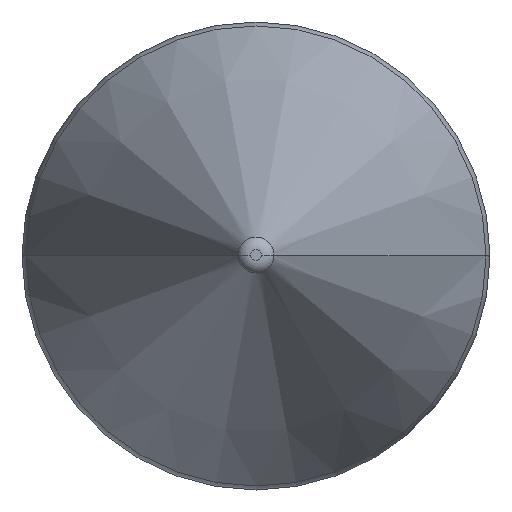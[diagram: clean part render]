
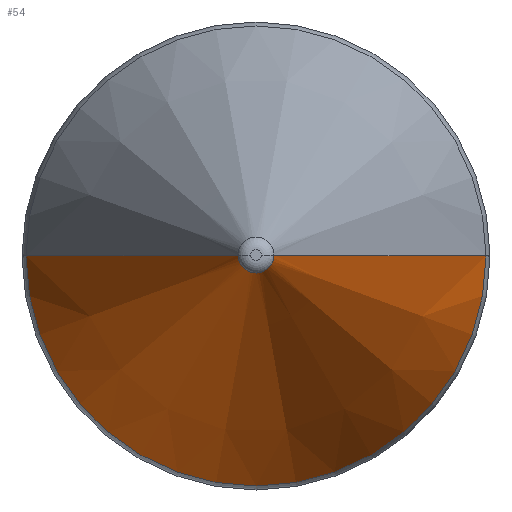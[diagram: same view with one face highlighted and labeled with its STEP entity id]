
A CAD part, top view. The second image highlights one B-rep face of the part: STEP entity #54.
In plain terms, the highlighted conical face has half-angle 22.5 degrees and reference radius 0.265 mm.
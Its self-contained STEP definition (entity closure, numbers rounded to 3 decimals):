
#1 = VERTEX_POINT ( 'NONE', #155 ) ;
#12 = VERTEX_POINT ( 'NONE', #211 ) ;
#20 = EDGE_CURVE ( 'NONE', #1, #76, #164, .T. ) ;
#22 = EDGE_CURVE ( 'NONE', #12, #98, #263, .T. ) ;
#50 = EDGE_LOOP ( 'NONE', ( #52, #65, #63, #71 ) ) ;
#52 = ORIENTED_EDGE ( 'NONE', *, *, #22, .F. ) ;
#54 = ADVANCED_FACE ( 'NONE', ( #296 ), #335, .T. ) ;
#55 = EDGE_CURVE ( 'NONE', #1, #12, #420, .T. ) ;
#61 = EDGE_CURVE ( 'NONE', #76, #98, #339, .T. ) ;
#63 = ORIENTED_EDGE ( 'NONE', *, *, #20, .T. ) ;
#65 = ORIENTED_EDGE ( 'NONE', *, *, #55, .F. ) ;
#71 = ORIENTED_EDGE ( 'NONE', *, *, #61, .T. ) ;
#76 = VERTEX_POINT ( 'NONE', #362 ) ;
#98 = VERTEX_POINT ( 'NONE', #322 ) ;
#155 = CARTESIAN_POINT ( 'NONE',  ( -0.265, 0., 103.327 ) ) ;
#163 = CARTESIAN_POINT ( 'NONE',  ( -0.265, 0., 103.327 ) ) ;
#164 = LINE ( 'NONE', #163, #233 ) ;
#195 = DIRECTION ( 'NONE',  ( 0.383, 0., -0.924 ) ) ;
#196 = VECTOR ( 'NONE', #195, 1000. ) ;
#200 = CARTESIAN_POINT ( 'NONE',  ( 0.265, 0., 103.327 ) ) ;
#211 = CARTESIAN_POINT ( 'NONE',  ( 0.265, 0., 103.327 ) ) ;
#232 = DIRECTION ( 'NONE',  ( -0.383, 0., -0.924 ) ) ;
#233 = VECTOR ( 'NONE', #232, 1000. ) ;
#263 = LINE ( 'NONE', #200, #196 ) ;
#296 = FACE_OUTER_BOUND ( 'NONE', #50, .T. ) ;
#322 = CARTESIAN_POINT ( 'NONE',  ( 3.39, 0., 95.782 ) ) ;
#335 = CONICAL_SURFACE ( 'NONE', #458, 0.265, 0.393 ) ;
#339 = CIRCLE ( 'NONE', #427, 3.39 ) ;
#362 = CARTESIAN_POINT ( 'NONE',  ( -3.39, 0., 95.782 ) ) ;
#365 = DIRECTION ( 'NONE',  ( 0., 0., -1. ) ) ;
#366 = DIRECTION ( 'NONE',  ( 0., 0., 1. ) ) ;
#401 = DIRECTION ( 'NONE',  ( 1., 0., 0. ) ) ;
#402 = DIRECTION ( 'NONE',  ( 0., 0., 1. ) ) ;
#418 = CARTESIAN_POINT ( 'NONE',  ( 0., 0., 103.327 ) ) ;
#419 = DIRECTION ( 'NONE',  ( 1., 0., 0. ) ) ;
#420 = CIRCLE ( 'NONE', #457, 0.265 ) ;
#427 = AXIS2_PLACEMENT_3D ( 'NONE', #455, #402, #401 ) ;
#433 = CARTESIAN_POINT ( 'NONE',  ( 0., 0., 103.327 ) ) ;
#435 = DIRECTION ( 'NONE',  ( -1., 0., 0. ) ) ;
#455 = CARTESIAN_POINT ( 'NONE',  ( 0., 0., 95.782 ) ) ;
#457 = AXIS2_PLACEMENT_3D ( 'NONE', #418, #366, #419 ) ;
#458 = AXIS2_PLACEMENT_3D ( 'NONE', #433, #365, #435 ) ;
